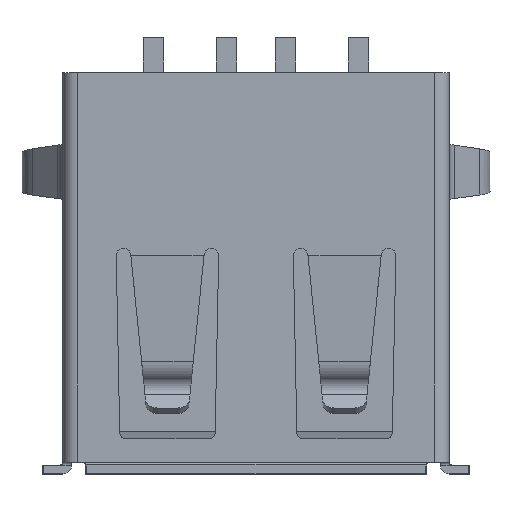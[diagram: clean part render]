
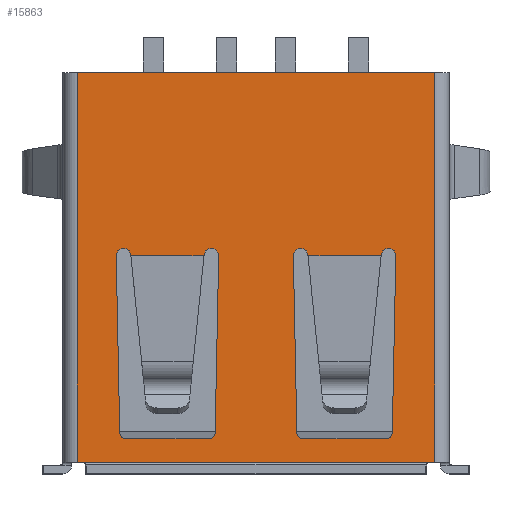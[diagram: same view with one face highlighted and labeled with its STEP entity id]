
A CAD part, top view. The second image highlights one B-rep face of the part: STEP entity #15863.
In plain terms, the highlighted planar face has unit normal (0, 0, 1).
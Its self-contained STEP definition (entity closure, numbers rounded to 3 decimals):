
#7752 = VERTEX_POINT('',#7753);
#7753 = CARTESIAN_POINT('',(-6.1,6.85,6.95));
#7760 = EDGE_CURVE('',#7752,#7761,#7763,.T.);
#7761 = VERTEX_POINT('',#7762);
#7762 = CARTESIAN_POINT('',(6.1,6.85,6.95));
#7763 = LINE('',#7764,#7765);
#7764 = CARTESIAN_POINT('',(-6.6,6.85,6.95));
#7765 = VECTOR('',#7766,1.);
#7766 = DIRECTION('',(1.,0.,0.));
#15845 = VERTEX_POINT('',#15846);
#15846 = CARTESIAN_POINT('',(6.1,-6.45,6.95));
#15853 = EDGE_CURVE('',#7761,#15845,#15854,.T.);
#15854 = LINE('',#15855,#15856);
#15855 = CARTESIAN_POINT('',(6.1,6.85,6.95));
#15856 = VECTOR('',#15857,1.);
#15857 = DIRECTION('',(0.,-1.,0.));
#15863 = ADVANCED_FACE('',(#15864,#15912,#15982),#16052,.T.);
#15864 = FACE_BOUND('',#15865,.T.);
#15865 = EDGE_LOOP('',(#15866,#15875,#15881,#15882,#15883,#15891,#15899,
    #15906));
#15866 = ORIENTED_EDGE('',*,*,#15867,.F.);
#15867 = EDGE_CURVE('',#15868,#15870,#15872,.T.);
#15868 = VERTEX_POINT('',#15869);
#15869 = CARTESIAN_POINT('',(5.925,-6.45,6.95));
#15870 = VERTEX_POINT('',#15871);
#15871 = CARTESIAN_POINT('',(5.825,-6.45,6.95));
#15872 = B_SPLINE_CURVE_WITH_KNOTS('',1,(#15873,#15874),.UNSPECIFIED.,
  .F.,.F.,(2,2),(-0.1,0.),.PIECEWISE_BEZIER_KNOTS.);
#15873 = CARTESIAN_POINT('',(5.925,-6.45,6.95));
#15874 = CARTESIAN_POINT('',(5.825,-6.45,6.95));
#15875 = ORIENTED_EDGE('',*,*,#15876,.T.);
#15876 = EDGE_CURVE('',#15868,#15845,#15877,.T.);
#15877 = LINE('',#15878,#15879);
#15878 = CARTESIAN_POINT('',(0.35,-6.45,6.95));
#15879 = VECTOR('',#15880,1.);
#15880 = DIRECTION('',(1.,0.,0.));
#15881 = ORIENTED_EDGE('',*,*,#15853,.F.);
#15882 = ORIENTED_EDGE('',*,*,#7760,.F.);
#15883 = ORIENTED_EDGE('',*,*,#15884,.F.);
#15884 = EDGE_CURVE('',#15885,#7752,#15887,.T.);
#15885 = VERTEX_POINT('',#15886);
#15886 = CARTESIAN_POINT('',(-6.1,-6.45,6.95));
#15887 = LINE('',#15888,#15889);
#15888 = CARTESIAN_POINT('',(-6.1,-6.45,6.95));
#15889 = VECTOR('',#15890,1.);
#15890 = DIRECTION('',(0.,1.,0.));
#15891 = ORIENTED_EDGE('',*,*,#15892,.T.);
#15892 = EDGE_CURVE('',#15885,#15893,#15895,.T.);
#15893 = VERTEX_POINT('',#15894);
#15894 = CARTESIAN_POINT('',(-5.925,-6.45,6.95));
#15895 = LINE('',#15896,#15897);
#15896 = CARTESIAN_POINT('',(0.35,-6.45,6.95));
#15897 = VECTOR('',#15898,1.);
#15898 = DIRECTION('',(1.,0.,0.));
#15899 = ORIENTED_EDGE('',*,*,#15900,.F.);
#15900 = EDGE_CURVE('',#15901,#15893,#15903,.T.);
#15901 = VERTEX_POINT('',#15902);
#15902 = CARTESIAN_POINT('',(-5.825,-6.45,6.95));
#15903 = B_SPLINE_CURVE_WITH_KNOTS('',1,(#15904,#15905),.UNSPECIFIED.,
  .F.,.F.,(2,2),(11.65,11.75),.PIECEWISE_BEZIER_KNOTS.);
#15904 = CARTESIAN_POINT('',(-5.825,-6.45,6.95));
#15905 = CARTESIAN_POINT('',(-5.925,-6.45,6.95));
#15906 = ORIENTED_EDGE('',*,*,#15907,.F.);
#15907 = EDGE_CURVE('',#15870,#15901,#15908,.T.);
#15908 = LINE('',#15909,#15910);
#15909 = CARTESIAN_POINT('',(5.825,-6.45,6.95));
#15910 = VECTOR('',#15911,1.);
#15911 = DIRECTION('',(-1.,0.,0.));
#15912 = FACE_BOUND('',#15913,.T.);
#15913 = EDGE_LOOP('',(#15914,#15924,#15933,#15941,#15950,#15958,#15967,
    #15975));
#15914 = ORIENTED_EDGE('',*,*,#15915,.T.);
#15915 = EDGE_CURVE('',#15916,#15918,#15920,.T.);
#15916 = VERTEX_POINT('',#15917);
#15917 = CARTESIAN_POINT('',(1.396,-5.454,6.95));
#15918 = VERTEX_POINT('',#15919);
#15919 = CARTESIAN_POINT('',(1.275,0.6,6.95));
#15920 = LINE('',#15921,#15922);
#15921 = CARTESIAN_POINT('',(1.211,3.802,6.95));
#15922 = VECTOR('',#15923,1.);
#15923 = DIRECTION('',(-0.02,1.,0.));
#15924 = ORIENTED_EDGE('',*,*,#15925,.T.);
#15925 = EDGE_CURVE('',#15918,#15926,#15928,.T.);
#15926 = VERTEX_POINT('',#15927);
#15927 = CARTESIAN_POINT('',(1.775,0.6,6.95));
#15928 = CIRCLE('',#15929,0.25);
#15929 = AXIS2_PLACEMENT_3D('',#15930,#15931,#15932);
#15930 = CARTESIAN_POINT('',(1.525,0.6,6.95));
#15931 = DIRECTION('',(0.,0.,-1.));
#15932 = DIRECTION('',(1.,0.,0.));
#15933 = ORIENTED_EDGE('',*,*,#15934,.F.);
#15934 = EDGE_CURVE('',#15935,#15926,#15937,.T.);
#15935 = VERTEX_POINT('',#15936);
#15936 = CARTESIAN_POINT('',(4.275,0.6,6.95));
#15937 = LINE('',#15938,#15939);
#15938 = CARTESIAN_POINT('',(4.275,0.6,6.95));
#15939 = VECTOR('',#15940,1.);
#15940 = DIRECTION('',(-1.,-0.,0.));
#15941 = ORIENTED_EDGE('',*,*,#15942,.T.);
#15942 = EDGE_CURVE('',#15935,#15943,#15945,.T.);
#15943 = VERTEX_POINT('',#15944);
#15944 = CARTESIAN_POINT('',(4.775,0.6,6.95));
#15945 = CIRCLE('',#15946,0.25);
#15946 = AXIS2_PLACEMENT_3D('',#15947,#15948,#15949);
#15947 = CARTESIAN_POINT('',(4.525,0.6,6.95));
#15948 = DIRECTION('',(0.,0.,-1.));
#15949 = DIRECTION('',(1.,0.,0.));
#15950 = ORIENTED_EDGE('',*,*,#15951,.T.);
#15951 = EDGE_CURVE('',#15943,#15952,#15954,.T.);
#15952 = VERTEX_POINT('',#15953);
#15953 = CARTESIAN_POINT('',(4.654,-5.454,6.95));
#15954 = LINE('',#15955,#15956);
#15955 = CARTESIAN_POINT('',(4.773,0.485,6.95));
#15956 = VECTOR('',#15957,1.);
#15957 = DIRECTION('',(-0.02,-1.,0.));
#15958 = ORIENTED_EDGE('',*,*,#15959,.F.);
#15959 = EDGE_CURVE('',#15960,#15952,#15962,.T.);
#15960 = VERTEX_POINT('',#15961);
#15961 = CARTESIAN_POINT('',(4.454,-5.65,6.95));
#15962 = CIRCLE('',#15963,0.2);
#15963 = AXIS2_PLACEMENT_3D('',#15964,#15965,#15966);
#15964 = CARTESIAN_POINT('',(4.454,-5.45,6.95));
#15965 = DIRECTION('',(-0.,0.,1.));
#15966 = DIRECTION('',(0.,-1.,0.));
#15967 = ORIENTED_EDGE('',*,*,#15968,.T.);
#15968 = EDGE_CURVE('',#15960,#15969,#15971,.T.);
#15969 = VERTEX_POINT('',#15970);
#15970 = CARTESIAN_POINT('',(1.596,-5.65,6.95));
#15971 = LINE('',#15972,#15973);
#15972 = CARTESIAN_POINT('',(-2.6,-5.65,6.95));
#15973 = VECTOR('',#15974,1.);
#15974 = DIRECTION('',(-1.,0.,0.));
#15975 = ORIENTED_EDGE('',*,*,#15976,.F.);
#15976 = EDGE_CURVE('',#15916,#15969,#15977,.T.);
#15977 = CIRCLE('',#15978,0.2);
#15978 = AXIS2_PLACEMENT_3D('',#15979,#15980,#15981);
#15979 = CARTESIAN_POINT('',(1.596,-5.45,6.95));
#15980 = DIRECTION('',(-0.,0.,1.));
#15981 = DIRECTION('',(0.,-1.,0.));
#15982 = FACE_BOUND('',#15983,.T.);
#15983 = EDGE_LOOP('',(#15984,#15994,#16003,#16011,#16020,#16028,#16037,
    #16045));
#15984 = ORIENTED_EDGE('',*,*,#15985,.T.);
#15985 = EDGE_CURVE('',#15986,#15988,#15990,.T.);
#15986 = VERTEX_POINT('',#15987);
#15987 = CARTESIAN_POINT('',(-1.596,-5.65,6.95));
#15988 = VERTEX_POINT('',#15989);
#15989 = CARTESIAN_POINT('',(-4.454,-5.65,6.95));
#15990 = LINE('',#15991,#15992);
#15991 = CARTESIAN_POINT('',(-5.625,-5.65,6.95));
#15992 = VECTOR('',#15993,1.);
#15993 = DIRECTION('',(-1.,0.,0.));
#15994 = ORIENTED_EDGE('',*,*,#15995,.F.);
#15995 = EDGE_CURVE('',#15996,#15988,#15998,.T.);
#15996 = VERTEX_POINT('',#15997);
#15997 = CARTESIAN_POINT('',(-4.654,-5.454,6.95));
#15998 = CIRCLE('',#15999,0.2);
#15999 = AXIS2_PLACEMENT_3D('',#16000,#16001,#16002);
#16000 = CARTESIAN_POINT('',(-4.454,-5.45,6.95));
#16001 = DIRECTION('',(-0.,0.,1.));
#16002 = DIRECTION('',(0.,-1.,0.));
#16003 = ORIENTED_EDGE('',*,*,#16004,.T.);
#16004 = EDGE_CURVE('',#15996,#16005,#16007,.T.);
#16005 = VERTEX_POINT('',#16006);
#16006 = CARTESIAN_POINT('',(-4.775,0.6,6.95));
#16007 = LINE('',#16008,#16009);
#16008 = CARTESIAN_POINT('',(-4.838,3.742,6.95));
#16009 = VECTOR('',#16010,1.);
#16010 = DIRECTION('',(-0.02,1.,0.));
#16011 = ORIENTED_EDGE('',*,*,#16012,.T.);
#16012 = EDGE_CURVE('',#16005,#16013,#16015,.T.);
#16013 = VERTEX_POINT('',#16014);
#16014 = CARTESIAN_POINT('',(-4.275,0.6,6.95));
#16015 = CIRCLE('',#16016,0.25);
#16016 = AXIS2_PLACEMENT_3D('',#16017,#16018,#16019);
#16017 = CARTESIAN_POINT('',(-4.525,0.6,6.95));
#16018 = DIRECTION('',(0.,0.,-1.));
#16019 = DIRECTION('',(1.,0.,0.));
#16020 = ORIENTED_EDGE('',*,*,#16021,.F.);
#16021 = EDGE_CURVE('',#16022,#16013,#16024,.T.);
#16022 = VERTEX_POINT('',#16023);
#16023 = CARTESIAN_POINT('',(-1.775,0.6,6.95));
#16024 = LINE('',#16025,#16026);
#16025 = CARTESIAN_POINT('',(4.275,0.6,6.95));
#16026 = VECTOR('',#16027,1.);
#16027 = DIRECTION('',(-1.,-0.,0.));
#16028 = ORIENTED_EDGE('',*,*,#16029,.T.);
#16029 = EDGE_CURVE('',#16022,#16030,#16032,.T.);
#16030 = VERTEX_POINT('',#16031);
#16031 = CARTESIAN_POINT('',(-1.275,0.6,6.95));
#16032 = CIRCLE('',#16033,0.25);
#16033 = AXIS2_PLACEMENT_3D('',#16034,#16035,#16036);
#16034 = CARTESIAN_POINT('',(-1.525,0.6,6.95));
#16035 = DIRECTION('',(0.,0.,-1.));
#16036 = DIRECTION('',(1.,0.,0.));
#16037 = ORIENTED_EDGE('',*,*,#16038,.T.);
#16038 = EDGE_CURVE('',#16030,#16039,#16041,.T.);
#16039 = VERTEX_POINT('',#16040);
#16040 = CARTESIAN_POINT('',(-1.396,-5.454,6.95));
#16041 = LINE('',#16042,#16043);
#16042 = CARTESIAN_POINT('',(-1.276,0.546,6.95));
#16043 = VECTOR('',#16044,1.);
#16044 = DIRECTION('',(-0.02,-1.,0.));
#16045 = ORIENTED_EDGE('',*,*,#16046,.F.);
#16046 = EDGE_CURVE('',#15986,#16039,#16047,.T.);
#16047 = CIRCLE('',#16048,0.2);
#16048 = AXIS2_PLACEMENT_3D('',#16049,#16050,#16051);
#16049 = CARTESIAN_POINT('',(-1.596,-5.45,6.95));
#16050 = DIRECTION('',(-0.,0.,1.));
#16051 = DIRECTION('',(0.,-1.,0.));
#16052 = PLANE('',#16053);
#16053 = AXIS2_PLACEMENT_3D('',#16054,#16055,#16056);
#16054 = CARTESIAN_POINT('',(-6.6,6.85,6.95));
#16055 = DIRECTION('',(0.,0.,1.));
#16056 = DIRECTION('',(1.,0.,0.));
